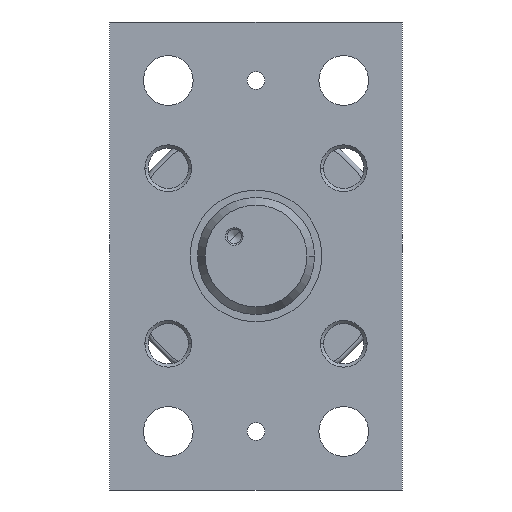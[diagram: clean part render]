
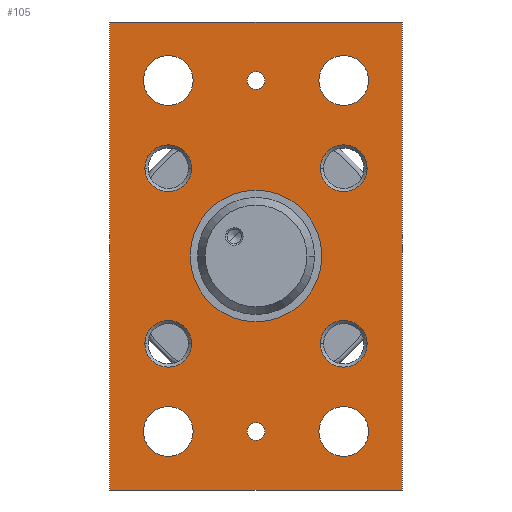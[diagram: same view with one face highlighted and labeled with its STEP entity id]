
A CAD part, left-side view. The second image highlights one B-rep face of the part: STEP entity #105.
In plain terms, the highlighted planar face has unit normal (-1, 0, 0).
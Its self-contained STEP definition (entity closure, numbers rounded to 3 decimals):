
#105=ADVANCED_FACE('',(#266,#267,#268,#269,#270,#271,#272,#273,#274,#275,#276,#277),#278,.F.);
#266=FACE_BOUND('',#473,.T.);
#267=FACE_BOUND('',#474,.T.);
#268=FACE_BOUND('',#475,.T.);
#269=FACE_BOUND('',#476,.T.);
#270=FACE_BOUND('',#477,.T.);
#271=FACE_BOUND('',#478,.T.);
#272=FACE_BOUND('',#479,.T.);
#273=FACE_BOUND('',#480,.T.);
#274=FACE_BOUND('',#481,.T.);
#275=FACE_BOUND('',#482,.T.);
#276=FACE_BOUND('',#483,.T.);
#277=FACE_OUTER_BOUND('',#484,.T.);
#278=PLANE('',#485);
#473=EDGE_LOOP('',(#990,#991));
#474=EDGE_LOOP('',(#992,#993));
#475=EDGE_LOOP('',(#994,#995));
#476=EDGE_LOOP('',(#996,#997));
#477=EDGE_LOOP('',(#998,#999));
#478=EDGE_LOOP('',(#1000,#1001));
#479=EDGE_LOOP('',(#1002,#1003));
#480=EDGE_LOOP('',(#1004,#1005));
#481=EDGE_LOOP('',(#1006,#1007));
#482=EDGE_LOOP('',(#1008,#1009));
#483=EDGE_LOOP('',(#1010,#1011));
#484=EDGE_LOOP('',(#1012,#1013,#1014,#1015));
#485=AXIS2_PLACEMENT_3D('',#1016,#1017,#1018);
#990=ORIENTED_EDGE('',*,*,#1348,.T.);
#991=ORIENTED_EDGE('',*,*,#1396,.T.);
#992=ORIENTED_EDGE('',*,*,#1337,.T.);
#993=ORIENTED_EDGE('',*,*,#1398,.T.);
#994=ORIENTED_EDGE('',*,*,#1326,.T.);
#995=ORIENTED_EDGE('',*,*,#1400,.T.);
#996=ORIENTED_EDGE('',*,*,#1315,.T.);
#997=ORIENTED_EDGE('',*,*,#1402,.T.);
#998=ORIENTED_EDGE('',*,*,#1404,.T.);
#999=ORIENTED_EDGE('',*,*,#1308,.T.);
#1000=ORIENTED_EDGE('',*,*,#1405,.T.);
#1001=ORIENTED_EDGE('',*,*,#1304,.T.);
#1002=ORIENTED_EDGE('',*,*,#1406,.T.);
#1003=ORIENTED_EDGE('',*,*,#1300,.T.);
#1004=ORIENTED_EDGE('',*,*,#1407,.T.);
#1005=ORIENTED_EDGE('',*,*,#1296,.T.);
#1006=ORIENTED_EDGE('',*,*,#1408,.T.);
#1007=ORIENTED_EDGE('',*,*,#1292,.T.);
#1008=ORIENTED_EDGE('',*,*,#1409,.T.);
#1009=ORIENTED_EDGE('',*,*,#1288,.T.);
#1010=ORIENTED_EDGE('',*,*,#1379,.T.);
#1011=ORIENTED_EDGE('',*,*,#1356,.T.);
#1012=ORIENTED_EDGE('',*,*,#1410,.T.);
#1013=ORIENTED_EDGE('',*,*,#1411,.T.);
#1014=ORIENTED_EDGE('',*,*,#1412,.T.);
#1015=ORIENTED_EDGE('',*,*,#1413,.T.);
#1016=CARTESIAN_POINT('',(-20.0,0.0,0.0));
#1017=DIRECTION('',(1.0,0.0,0.));
#1018=DIRECTION('',(0.,0.0,-1.0));
#1288=EDGE_CURVE('',#1537,#1541,#1543,.T.);
#1292=EDGE_CURVE('',#1545,#1549,#1551,.T.);
#1296=EDGE_CURVE('',#1553,#1557,#1559,.T.);
#1300=EDGE_CURVE('',#1561,#1565,#1567,.T.);
#1304=EDGE_CURVE('',#1569,#1573,#1575,.T.);
#1308=EDGE_CURVE('',#1577,#1581,#1583,.T.);
#1315=EDGE_CURVE('',#1592,#1594,#1596,.T.);
#1326=EDGE_CURVE('',#1611,#1613,#1615,.T.);
#1337=EDGE_CURVE('',#1630,#1632,#1634,.T.);
#1348=EDGE_CURVE('',#1649,#1651,#1653,.T.);
#1356=EDGE_CURVE('',#1661,#1665,#1667,.T.);
#1379=EDGE_CURVE('',#1665,#1661,#1703,.T.);
#1396=EDGE_CURVE('',#1651,#1649,#1724,.T.);
#1398=EDGE_CURVE('',#1632,#1630,#1726,.T.);
#1400=EDGE_CURVE('',#1613,#1611,#1728,.T.);
#1402=EDGE_CURVE('',#1594,#1592,#1730,.T.);
#1404=EDGE_CURVE('',#1581,#1577,#1732,.T.);
#1405=EDGE_CURVE('',#1573,#1569,#1733,.T.);
#1406=EDGE_CURVE('',#1565,#1561,#1734,.T.);
#1407=EDGE_CURVE('',#1557,#1553,#1735,.T.);
#1408=EDGE_CURVE('',#1549,#1545,#1736,.T.);
#1409=EDGE_CURVE('',#1541,#1537,#1737,.T.);
#1410=EDGE_CURVE('',#1738,#1739,#1740,.T.);
#1411=EDGE_CURVE('',#1739,#1741,#1742,.T.);
#1412=EDGE_CURVE('',#1741,#1743,#1744,.T.);
#1413=EDGE_CURVE('',#1743,#1738,#1745,.T.);
#1537=VERTEX_POINT('',#1901);
#1541=VERTEX_POINT('',#1906);
#1543=CIRCLE('',#1909,8.5);
#1545=VERTEX_POINT('',#1911);
#1549=VERTEX_POINT('',#1916);
#1551=CIRCLE('',#1919,8.5);
#1553=VERTEX_POINT('',#1921);
#1557=VERTEX_POINT('',#1926);
#1559=CIRCLE('',#1929,8.5);
#1561=VERTEX_POINT('',#1931);
#1565=VERTEX_POINT('',#1936);
#1567=CIRCLE('',#1939,8.5);
#1569=VERTEX_POINT('',#1941);
#1573=VERTEX_POINT('',#1946);
#1575=CIRCLE('',#1949,3.0);
#1577=VERTEX_POINT('',#1951);
#1581=VERTEX_POINT('',#1956);
#1583=CIRCLE('',#1959,3.0);
#1592=VERTEX_POINT('',#1970);
#1594=VERTEX_POINT('',#1973);
#1596=CIRCLE('',#1976,8.0);
#1611=VERTEX_POINT('',#1995);
#1613=VERTEX_POINT('',#1998);
#1615=CIRCLE('',#2001,8.0);
#1630=VERTEX_POINT('',#2020);
#1632=VERTEX_POINT('',#2023);
#1634=CIRCLE('',#2026,8.0);
#1649=VERTEX_POINT('',#2045);
#1651=VERTEX_POINT('',#2048);
#1653=CIRCLE('',#2051,8.0);
#1661=VERTEX_POINT('',#2061);
#1665=VERTEX_POINT('',#2066);
#1667=CIRCLE('',#2069,22.5);
#1703=CIRCLE('',#2115,22.5);
#1724=CIRCLE('',#2140,8.0);
#1726=CIRCLE('',#2142,8.0);
#1728=CIRCLE('',#2144,8.0);
#1730=CIRCLE('',#2146,8.0);
#1732=CIRCLE('',#2148,3.0);
#1733=CIRCLE('',#2149,3.0);
#1734=CIRCLE('',#2150,8.5);
#1735=CIRCLE('',#2151,8.5);
#1736=CIRCLE('',#2152,8.5);
#1737=CIRCLE('',#2153,8.5);
#1738=VERTEX_POINT('',#2154);
#1739=VERTEX_POINT('',#2155);
#1740=LINE('',#2156,#2157);
#1741=VERTEX_POINT('',#2158);
#1742=LINE('',#2159,#2160);
#1743=VERTEX_POINT('',#2161);
#1744=LINE('',#2162,#2163);
#1745=LINE('',#2164,#2165);
#1901=CARTESIAN_POINT('',(-20.0,-30.0,51.5));
#1906=CARTESIAN_POINT('',(-20.0,-30.0,68.5));
#1909=AXIS2_PLACEMENT_3D('',#2511,#2512,#2513);
#1911=CARTESIAN_POINT('',(-20.0,30.0,51.5));
#1916=CARTESIAN_POINT('',(-20.0,30.0,68.5));
#1919=AXIS2_PLACEMENT_3D('',#2519,#2520,#2521);
#1921=CARTESIAN_POINT('',(-20.0,-30.0,-68.5));
#1926=CARTESIAN_POINT('',(-20.0,-30.0,-51.5));
#1929=AXIS2_PLACEMENT_3D('',#2527,#2528,#2529);
#1931=CARTESIAN_POINT('',(-20.0,30.0,-68.5));
#1936=CARTESIAN_POINT('',(-20.0,30.0,-51.5));
#1939=AXIS2_PLACEMENT_3D('',#2535,#2536,#2537);
#1941=CARTESIAN_POINT('',(-20.0,0.,57.0));
#1946=CARTESIAN_POINT('',(-20.0,0.,63.0));
#1949=AXIS2_PLACEMENT_3D('',#2543,#2544,#2545);
#1951=CARTESIAN_POINT('',(-20.0,0.,-63.0));
#1956=CARTESIAN_POINT('',(-20.0,0.,-57.0));
#1959=AXIS2_PLACEMENT_3D('',#2551,#2552,#2553);
#1970=CARTESIAN_POINT('',(-20.0,-22.0,30.0));
#1973=CARTESIAN_POINT('',(-20.0,-38.0,30.0));
#1976=AXIS2_PLACEMENT_3D('',#2564,#2565,#2566);
#1995=CARTESIAN_POINT('',(-20.0,38.0,30.0));
#1998=CARTESIAN_POINT('',(-20.0,22.0,30.0));
#2001=AXIS2_PLACEMENT_3D('',#2585,#2586,#2587);
#2020=CARTESIAN_POINT('',(-20.0,-22.0,-30.0));
#2023=CARTESIAN_POINT('',(-20.0,-38.0,-30.0));
#2026=AXIS2_PLACEMENT_3D('',#2606,#2607,#2608);
#2045=CARTESIAN_POINT('',(-20.0,38.0,-30.0));
#2048=CARTESIAN_POINT('',(-20.0,22.0,-30.0));
#2051=AXIS2_PLACEMENT_3D('',#2627,#2628,#2629);
#2061=CARTESIAN_POINT('',(-20.0,0.,-22.5));
#2066=CARTESIAN_POINT('',(-20.0,0.,22.5));
#2069=AXIS2_PLACEMENT_3D('',#2643,#2644,#2645);
#2115=AXIS2_PLACEMENT_3D('',#2692,#2693,#2694);
#2140=AXIS2_PLACEMENT_3D('',#2735,#2736,#2737);
#2142=AXIS2_PLACEMENT_3D('',#2741,#2742,#2743);
#2144=AXIS2_PLACEMENT_3D('',#2747,#2748,#2749);
#2146=AXIS2_PLACEMENT_3D('',#2753,#2754,#2755);
#2148=AXIS2_PLACEMENT_3D('',#2759,#2760,#2761);
#2149=AXIS2_PLACEMENT_3D('',#2762,#2763,#2764);
#2150=AXIS2_PLACEMENT_3D('',#2765,#2766,#2767);
#2151=AXIS2_PLACEMENT_3D('',#2768,#2769,#2770);
#2152=AXIS2_PLACEMENT_3D('',#2771,#2772,#2773);
#2153=AXIS2_PLACEMENT_3D('',#2774,#2775,#2776);
#2154=CARTESIAN_POINT('',(-20.0,50.0,-80.0));
#2155=CARTESIAN_POINT('',(-20.0,-50.0,-80.0));
#2156=CARTESIAN_POINT('',(-20.0,0.0,-80.0));
#2157=VECTOR('',#2777,1.0);
#2158=CARTESIAN_POINT('',(-20.0,-50.0,80.0));
#2159=CARTESIAN_POINT('',(-20.0,-50.0,0.0));
#2160=VECTOR('',#2778,1.0);
#2161=CARTESIAN_POINT('',(-20.0,50.0,80.0));
#2162=CARTESIAN_POINT('',(-20.0,0.0,80.0));
#2163=VECTOR('',#2779,1.0);
#2164=CARTESIAN_POINT('',(-20.0,50.0,0.0));
#2165=VECTOR('',#2780,1.0);
#2511=CARTESIAN_POINT('',(-20.0,-30.0,60.0));
#2512=DIRECTION('',(1.0,0.0,0.));
#2513=DIRECTION('',(0.,0.0,-1.0));
#2519=CARTESIAN_POINT('',(-20.0,30.0,60.0));
#2520=DIRECTION('',(1.0,0.0,0.));
#2521=DIRECTION('',(0.,0.0,-1.0));
#2527=CARTESIAN_POINT('',(-20.0,-30.0,-60.0));
#2528=DIRECTION('',(1.0,0.0,0.));
#2529=DIRECTION('',(0.,0.0,-1.0));
#2535=CARTESIAN_POINT('',(-20.0,30.0,-60.0));
#2536=DIRECTION('',(1.0,0.0,0.));
#2537=DIRECTION('',(0.,0.0,-1.0));
#2543=CARTESIAN_POINT('',(-20.0,0.0,60.0));
#2544=DIRECTION('',(1.0,0.0,0.));
#2545=DIRECTION('',(0.,0.0,-1.0));
#2551=CARTESIAN_POINT('',(-20.0,0.0,-60.0));
#2552=DIRECTION('',(1.0,0.0,0.));
#2553=DIRECTION('',(0.,0.0,-1.0));
#2564=CARTESIAN_POINT('',(-20.0,-30.0,30.0));
#2565=DIRECTION('',(1.0,-0.0,0.));
#2566=DIRECTION('',(0.0,1.0,0.0));
#2585=CARTESIAN_POINT('',(-20.0,30.0,30.0));
#2586=DIRECTION('',(1.0,-0.0,0.));
#2587=DIRECTION('',(0.0,1.0,0.0));
#2606=CARTESIAN_POINT('',(-20.0,-30.0,-30.0));
#2607=DIRECTION('',(1.0,-0.0,0.));
#2608=DIRECTION('',(0.0,1.0,0.0));
#2627=CARTESIAN_POINT('',(-20.0,30.0,-30.0));
#2628=DIRECTION('',(1.0,-0.0,0.));
#2629=DIRECTION('',(0.0,1.0,0.0));
#2643=CARTESIAN_POINT('',(-20.0,0.0,0.0));
#2644=DIRECTION('',(1.0,0.0,0.));
#2645=DIRECTION('',(0.,0.0,-1.0));
#2692=CARTESIAN_POINT('',(-20.0,0.0,0.0));
#2693=DIRECTION('',(1.0,0.0,0.));
#2694=DIRECTION('',(0.,0.0,-1.0));
#2735=CARTESIAN_POINT('',(-20.0,30.0,-30.0));
#2736=DIRECTION('',(1.0,-0.0,0.));
#2737=DIRECTION('',(0.0,1.0,0.0));
#2741=CARTESIAN_POINT('',(-20.0,-30.0,-30.0));
#2742=DIRECTION('',(1.0,-0.0,0.));
#2743=DIRECTION('',(0.0,1.0,0.0));
#2747=CARTESIAN_POINT('',(-20.0,30.0,30.0));
#2748=DIRECTION('',(1.0,-0.0,0.));
#2749=DIRECTION('',(0.0,1.0,0.0));
#2753=CARTESIAN_POINT('',(-20.0,-30.0,30.0));
#2754=DIRECTION('',(1.0,-0.0,0.));
#2755=DIRECTION('',(0.0,1.0,0.0));
#2759=CARTESIAN_POINT('',(-20.0,0.0,-60.0));
#2760=DIRECTION('',(1.0,0.0,0.));
#2761=DIRECTION('',(0.,0.0,-1.0));
#2762=CARTESIAN_POINT('',(-20.0,0.0,60.0));
#2763=DIRECTION('',(1.0,0.0,0.));
#2764=DIRECTION('',(0.,0.0,-1.0));
#2765=CARTESIAN_POINT('',(-20.0,30.0,-60.0));
#2766=DIRECTION('',(1.0,0.0,0.));
#2767=DIRECTION('',(0.,0.0,-1.0));
#2768=CARTESIAN_POINT('',(-20.0,-30.0,-60.0));
#2769=DIRECTION('',(1.0,0.0,0.));
#2770=DIRECTION('',(0.,0.0,-1.0));
#2771=CARTESIAN_POINT('',(-20.0,30.0,60.0));
#2772=DIRECTION('',(1.0,0.0,0.));
#2773=DIRECTION('',(0.,0.0,-1.0));
#2774=CARTESIAN_POINT('',(-20.0,-30.0,60.0));
#2775=DIRECTION('',(1.0,0.0,0.));
#2776=DIRECTION('',(0.,0.0,-1.0));
#2777=DIRECTION('',(0.0,-1.0,0.0));
#2778=DIRECTION('',(0.,0.0,1.0));
#2779=DIRECTION('',(0.0,1.0,0.0));
#2780=DIRECTION('',(0.,0.0,-1.0));
